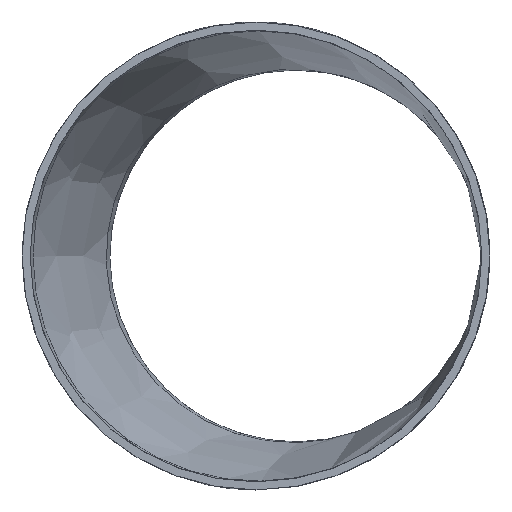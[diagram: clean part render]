
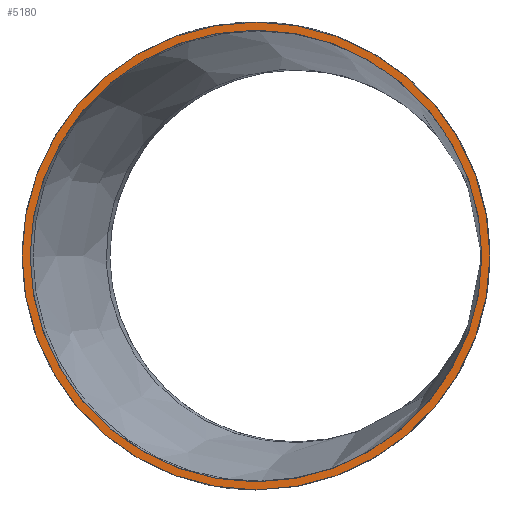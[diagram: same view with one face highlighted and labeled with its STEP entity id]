
A CAD part, left-side view. The second image highlights one B-rep face of the part: STEP entity #5180.
In plain terms, the highlighted planar face has unit normal (-1, 0, 0).
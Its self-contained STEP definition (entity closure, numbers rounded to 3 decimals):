
#441 = EDGE_CURVE ( 'NONE', #11167, #11167, #17307, .T. ) ;
#853 = PLANE ( 'NONE',  #11320 ) ;
#944 = ORIENTED_EDGE ( 'NONE', *, *, #441, .F. ) ;
#2092 = CARTESIAN_POINT ( 'NONE',  ( 0., 0., 84.15 ) ) ;
#2240 = EDGE_LOOP ( 'NONE', ( #8873 ) ) ;
#2504 = DIRECTION ( 'NONE',  ( -1., 0., 0. ) ) ;
#3543 = CARTESIAN_POINT ( 'NONE',  ( 0., 0., 81.25 ) ) ;
#3686 = CIRCLE ( 'NONE', #15043, 84.15 ) ;
#3836 = DIRECTION ( 'NONE',  ( -1., 0., 0. ) ) ;
#5180 = ADVANCED_FACE ( 'NONE', ( #21044, #20269 ), #853, .T. ) ;
#5880 = AXIS2_PLACEMENT_3D ( 'NONE', #8441, #3836, #17528 ) ;
#8441 = CARTESIAN_POINT ( 'NONE',  ( 0., 0., 0. ) ) ;
#8873 = ORIENTED_EDGE ( 'NONE', *, *, #18876, .T. ) ;
#9697 = EDGE_LOOP ( 'NONE', ( #944 ) ) ;
#11008 = CARTESIAN_POINT ( 'NONE',  ( 0., 0., 0. ) ) ;
#11167 = VERTEX_POINT ( 'NONE', #3543 ) ;
#11320 = AXIS2_PLACEMENT_3D ( 'NONE', #12454, #2504, #14124 ) ;
#12454 = CARTESIAN_POINT ( 'NONE',  ( 0., 0., 0. ) ) ;
#12611 = DIRECTION ( 'NONE',  ( 0., 0., 1. ) ) ;
#14124 = DIRECTION ( 'NONE',  ( 0., 0., 1. ) ) ;
#15043 = AXIS2_PLACEMENT_3D ( 'NONE', #11008, #16440, #12611 ) ;
#16440 = DIRECTION ( 'NONE',  ( -1., 0., 0. ) ) ;
#17307 = CIRCLE ( 'NONE', #5880, 81.25 ) ;
#17528 = DIRECTION ( 'NONE',  ( 0., 0., 1. ) ) ;
#18876 = EDGE_CURVE ( 'NONE', #18926, #18926, #3686, .T. ) ;
#18926 = VERTEX_POINT ( 'NONE', #2092 ) ;
#20269 = FACE_OUTER_BOUND ( 'NONE', #2240, .T. ) ;
#21044 = FACE_BOUND ( 'NONE', #9697, .T. ) ;
